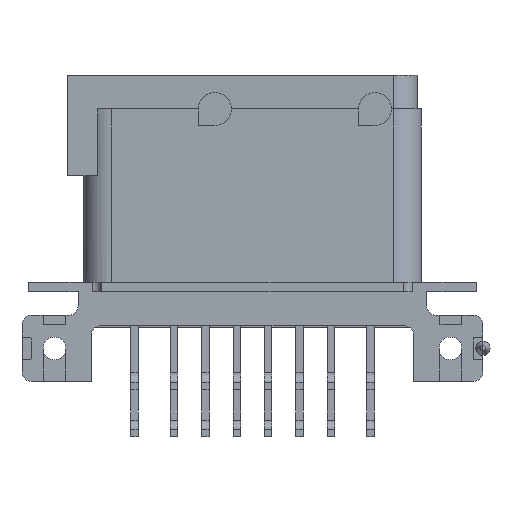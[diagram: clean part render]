
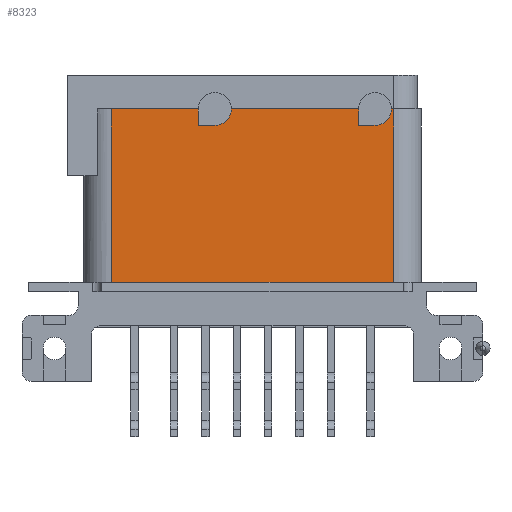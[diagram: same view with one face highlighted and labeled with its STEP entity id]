
A CAD part, front view. The second image highlights one B-rep face of the part: STEP entity #8323.
In plain terms, the highlighted planar face has unit normal (0, -1, 0).
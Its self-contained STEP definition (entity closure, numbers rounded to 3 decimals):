
#1530=DIRECTION('',(0.,0.,-1.));
#1531=VECTOR('',#1530,1.75);
#1532=CARTESIAN_POINT('',(-5.75,-8.45,-3.6));
#1533=LINE('',#1532,#1531);
#1534=DIRECTION('',(1.,0.,0.));
#1535=VECTOR('',#1534,1.75);
#1536=CARTESIAN_POINT('',(-5.75,-8.45,-5.35));
#1537=LINE('',#1536,#1535);
#1538=CARTESIAN_POINT('',(-4.,-8.45,-3.6));
#1539=DIRECTION('',(0.,-1.,0.));
#1540=DIRECTION('',(0.,0.,-1.));
#1541=AXIS2_PLACEMENT_3D('',#1538,#1539,#1540);
#1543=DIRECTION('',(1.,0.,0.));
#1544=VECTOR('',#1543,13.5);
#1545=CARTESIAN_POINT('',(-2.25,-8.45,-3.6));
#1546=LINE('',#1545,#1544);
#1547=DIRECTION('',(0.,0.,-1.));
#1548=VECTOR('',#1547,1.75);
#1549=CARTESIAN_POINT('',(11.25,-8.45,-3.6));
#1550=LINE('',#1549,#1548);
#1551=DIRECTION('',(1.,0.,0.));
#1552=VECTOR('',#1551,1.75);
#1553=CARTESIAN_POINT('',(11.25,-8.45,-5.35));
#1554=LINE('',#1553,#1552);
#1555=CARTESIAN_POINT('',(13.,-8.45,-3.6));
#1556=DIRECTION('',(0.,-1.,0.));
#1557=DIRECTION('',(0.,0.,-1.));
#1558=AXIS2_PLACEMENT_3D('',#1555,#1556,#1557);
#1560=DIRECTION('',(1.,0.,0.));
#1561=VECTOR('',#1560,0.25);
#1562=CARTESIAN_POINT('',(14.75,-8.45,-3.6));
#1563=LINE('',#1562,#1561);
#1564=DIRECTION('',(1.,0.,0.));
#1565=VECTOR('',#1564,30.);
#1566=CARTESIAN_POINT('',(-15.,-8.45,-22.));
#1567=LINE('',#1566,#1565);
#1568=DIRECTION('',(0.,0.,-1.));
#1569=VECTOR('',#1568,18.4);
#1570=CARTESIAN_POINT('',(-15.,-8.45,-3.6));
#1571=LINE('',#1570,#1569);
#1572=DIRECTION('',(1.,0.,0.));
#1573=VECTOR('',#1572,9.25);
#1574=CARTESIAN_POINT('',(-15.,-8.45,-3.6));
#1575=LINE('',#1574,#1573);
#4556=DIRECTION('',(0.,0.,-1.));
#4557=VECTOR('',#4556,18.4);
#4558=CARTESIAN_POINT('',(15.,-8.45,-3.6));
#4559=LINE('',#4558,#4557);
#4670=CARTESIAN_POINT('',(-15.,-8.45,-22.));
#4671=VERTEX_POINT('',#4670);
#4672=CARTESIAN_POINT('',(15.,-8.45,-22.));
#4673=VERTEX_POINT('',#4672);
#4708=CARTESIAN_POINT('',(15.,-8.45,-3.6));
#4710=VERTEX_POINT('',#4708);
#4718=CARTESIAN_POINT('',(-15.,-8.45,-3.6));
#4719=VERTEX_POINT('',#4718);
#4744=CARTESIAN_POINT('',(-5.75,-8.45,-3.6));
#4745=CARTESIAN_POINT('',(-5.75,-8.45,-5.35));
#4746=VERTEX_POINT('',#4744);
#4747=VERTEX_POINT('',#4745);
#4748=CARTESIAN_POINT('',(-4.,-8.45,-5.35));
#4749=VERTEX_POINT('',#4748);
#4750=CARTESIAN_POINT('',(-2.25,-8.45,-3.6));
#4751=VERTEX_POINT('',#4750);
#4752=CARTESIAN_POINT('',(13.,-8.45,-5.35));
#4753=CARTESIAN_POINT('',(14.75,-8.45,-3.6));
#4754=VERTEX_POINT('',#4752);
#4755=VERTEX_POINT('',#4753);
#4756=CARTESIAN_POINT('',(11.25,-8.45,-3.6));
#4757=CARTESIAN_POINT('',(11.25,-8.45,-5.35));
#4758=VERTEX_POINT('',#4756);
#4759=VERTEX_POINT('',#4757);
#8296=CARTESIAN_POINT('',(-15.,-8.45,0.));
#8297=DIRECTION('',(0.,-1.,0.));
#8298=DIRECTION('',(1.,0.,0.));
#8299=AXIS2_PLACEMENT_3D('',#8296,#8297,#8298);
#8300=PLANE('',#8299);
#8302=ORIENTED_EDGE('',*,*,#8301,.T.);
#8304=ORIENTED_EDGE('',*,*,#8303,.T.);
#8306=ORIENTED_EDGE('',*,*,#8305,.T.);
#8307=ORIENTED_EDGE('',*,*,#8179,.T.);
#8309=ORIENTED_EDGE('',*,*,#8308,.T.);
#8311=ORIENTED_EDGE('',*,*,#8310,.T.);
#8312=ORIENTED_EDGE('',*,*,#8262,.T.);
#8313=ORIENTED_EDGE('',*,*,#8155,.T.);
#8315=ORIENTED_EDGE('',*,*,#8314,.T.);
#8317=ORIENTED_EDGE('',*,*,#8316,.F.);
#8319=ORIENTED_EDGE('',*,*,#8318,.F.);
#8320=ORIENTED_EDGE('',*,*,#8250,.T.);
#8321=EDGE_LOOP('',(#8302,#8304,#8306,#8307,#8309,#8311,#8312,#8313,#8315,#8317,
#8319,#8320));
#8322=FACE_OUTER_BOUND('',#8321,.F.);
#8323=ADVANCED_FACE('',(#8322),#8300,.T.);
#1542=CIRCLE('',#1541,1.75);
#1559=CIRCLE('',#1558,1.75);
#8155=EDGE_CURVE('',#4755,#4710,#1563,.T.);
#8179=EDGE_CURVE('',#4751,#4758,#1546,.T.);
#8250=EDGE_CURVE('',#4719,#4746,#1575,.T.);
#8262=EDGE_CURVE('',#4754,#4755,#1559,.T.);
#8301=EDGE_CURVE('',#4746,#4747,#1533,.T.);
#8303=EDGE_CURVE('',#4747,#4749,#1537,.T.);
#8305=EDGE_CURVE('',#4749,#4751,#1542,.T.);
#8308=EDGE_CURVE('',#4758,#4759,#1550,.T.);
#8310=EDGE_CURVE('',#4759,#4754,#1554,.T.);
#8314=EDGE_CURVE('',#4710,#4673,#4559,.T.);
#8316=EDGE_CURVE('',#4671,#4673,#1567,.T.);
#8318=EDGE_CURVE('',#4719,#4671,#1571,.T.);
